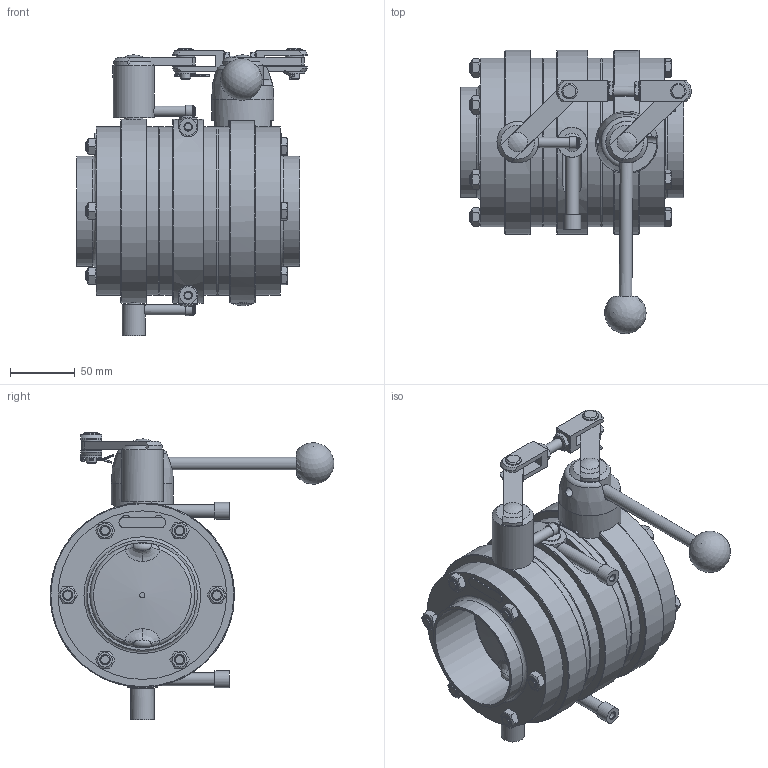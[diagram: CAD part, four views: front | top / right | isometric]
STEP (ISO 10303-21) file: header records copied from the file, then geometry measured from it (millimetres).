
FILE_DESCRIPTION((''),'2;1');
FILE_NAME('59540080XX00.stp','2010-12-03T09:49:39',('Creator'),(''),'Autodesk Inventor 2010','Autodesk Inventor 2010','');
FILE_SCHEMA(('AUTOMOTIVE_DESIGN { 1 0 10303 214 1 1 1 1 }'));
Length unit declared in the file: millimetre
Products named in the file (1): 59540080XX00
Bounding box: 177.87 x 218.57 x 221.5 mm (x, y, z)
Volume: 57646 mm3; surface area: 297333.1 mm2
Topology: 34 solids, 36 shells, 981 faces, 2336 edges, 1502 vertices
Faces by surface type: plane 481, cylinder 274, cone 133, torus 45, bspline 44, sphere 4
Full cylindrical faces by diameter (mm): 0.5 x1, 4.134 x7, 5 x2, 5.2 x1, 5.5 x4, 6.2 x1, 6.4 x1, 6.647 x2, 6.8 x2, 7 x6, 7.2 x8, 7.323 x6, 7.9 x2, 8 x23, 8.2 x4, 8.376 x1, 8.4 x2, 8.5 x6, 8.8 x6, 9 x3, 9.5 x2, 9.8 x1, 10 x6, 10.1 x2, 10.5 x2, 10.7 x4, 10.8 x1, 11.4 x6, 12 x2, 12.8 x1
Entity records: 38206 total; most frequent: CARTESIAN_POINT 17831, DIRECTION 4024, ORIENTED_EDGE 3808, EDGE_CURVE 1905, AXIS2_PLACEMENT_3D 1702, EDGE_LOOP 1464, VERTEX_POINT 1359, FACE_OUTER_BOUND 975
